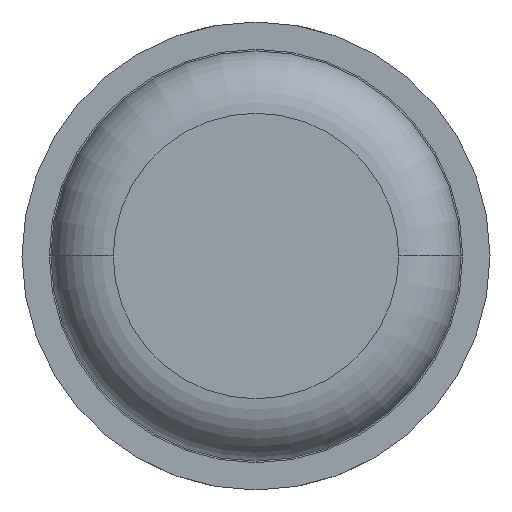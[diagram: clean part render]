
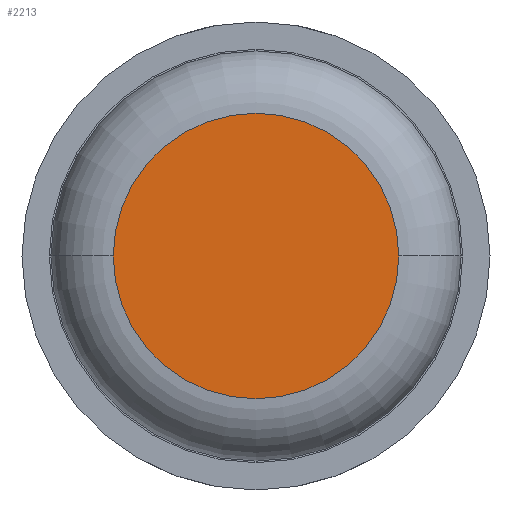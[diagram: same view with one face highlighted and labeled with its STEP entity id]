
A CAD part, front view. The second image highlights one B-rep face of the part: STEP entity #2213.
In plain terms, the highlighted planar face has unit normal (0, -1, 0).
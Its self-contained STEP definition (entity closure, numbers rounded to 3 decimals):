
#3 = PLANE ( 'NONE',  #2503 ) ;
#240 = DIRECTION ( 'NONE',  ( -1., 0., 0. ) ) ;
#739 = ORIENTED_EDGE ( 'NONE', *, *, #1002, .T. ) ;
#741 = AXIS2_PLACEMENT_3D ( 'NONE', #809, #844, #240 ) ;
#789 = EDGE_LOOP ( 'NONE', ( #739, #1777 ) ) ;
#809 = CARTESIAN_POINT ( 'NONE',  ( 0., 0., 0. ) ) ;
#844 = DIRECTION ( 'NONE',  ( 0., -1., 0. ) ) ;
#987 = VERTEX_POINT ( 'NONE', #3478 ) ;
#1002 = EDGE_CURVE ( 'Defeature ausgef�hrt1_6+Defeature ausgef�hrt1_7+Defeature ausgef�hrt1_7+Defeature ausgef�hrt1_7', #987, #2370, #2637, .T. ) ;
#1153 = AXIS2_PLACEMENT_3D ( 'NONE', #3466, #3211, #1347 ) ;
#1265 = FACE_OUTER_BOUND ( 'NONE', #789, .T. ) ;
#1347 = DIRECTION ( 'NONE',  ( -1., 0., 0. ) ) ;
#1662 = CARTESIAN_POINT ( 'NONE',  ( 0.915, 0., 0. ) ) ;
#1777 = ORIENTED_EDGE ( 'NONE', *, *, #3665, .T. ) ;
#2213 = ADVANCED_FACE ( 'Defeature ausgef�hrt1_6', ( #1265 ), #3, .F. ) ;
#2370 = VERTEX_POINT ( 'NONE', #1662 ) ;
#2503 = AXIS2_PLACEMENT_3D ( 'NONE', #3895, #2768, #3010 ) ;
#2637 = CIRCLE ( 'NONE', #1153, 0.915 ) ;
#2768 = DIRECTION ( 'NONE',  ( 0., 1., 0. ) ) ;
#3010 = DIRECTION ( 'NONE',  ( -1., 0., 0. ) ) ;
#3211 = DIRECTION ( 'NONE',  ( 0., -1., 0. ) ) ;
#3366 = CIRCLE ( 'NONE', #741, 0.915 ) ;
#3466 = CARTESIAN_POINT ( 'NONE',  ( 0., 0., 0. ) ) ;
#3478 = CARTESIAN_POINT ( 'NONE',  ( -0.915, 0., 0. ) ) ;
#3665 = EDGE_CURVE ( 'Defeature ausgef�hrt1_6+Defeature ausgef�hrt1_7+Defeature ausgef�hrt1_7+Defeature ausgef�hrt1_7', #2370, #987, #3366, .T. ) ;
#3895 = CARTESIAN_POINT ( 'NONE',  ( 0., 0., 0. ) ) ;
